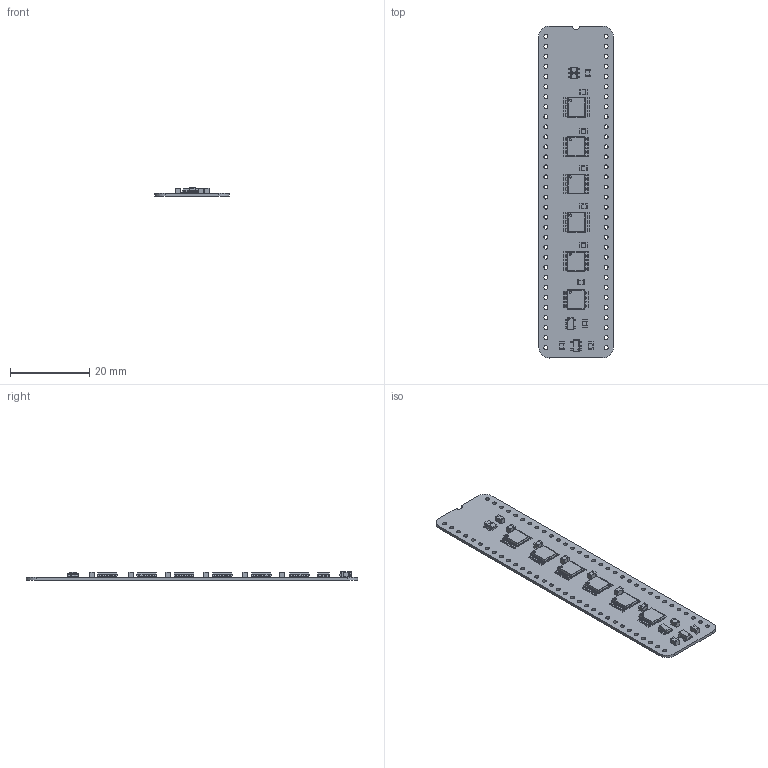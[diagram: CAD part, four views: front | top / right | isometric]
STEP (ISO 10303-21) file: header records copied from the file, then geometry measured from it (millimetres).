
FILE_DESCRIPTION(('KiCad electronic assembly'),'2;1');
FILE_NAME('Video Address Selector.step','2024-08-14T11:47:52',('Pcbnew') ,('Kicad'),'Open CASCADE STEP processor 7.8','KiCad to STEP converter' ,'Unknown');
FILE_SCHEMA(('AUTOMOTIVE_DESIGN { 1 0 10303 214 1 1 1 1 }'));
Length unit declared in the file: millimetre
Products named in the file (14): Video Address Selector 1; MC74VHC139DR2G; ASSEMBLY; C_0805_2012Metric; M74VHC1G126DTT1G; AP7365-33WG-7; 74LVC1G157GV,125; SOT457 step; 74LVC74APW,118; Video Address Selector_PCB
Assembly tree (26 placements, depth 3):
  Video Address Selector 1
    MC74VHC139DR2G  x5
      ASSEMBLY
    C_0805_2012Metric  x10
      C_0805_2012Metric
    M74VHC1G126DTT1G
      ASSEMBLY
    AP7365-33WG-7
      ASSEMBLY
    74LVC1G157GV,125
      SOT457 step
    74LVC74APW,118
      ASSEMBLY
    Video Address Selector_PCB
Bounding box: 18.8 x 83.97 x 2.05 mm (x, y, z)
Volume: 1238.6 mm3; surface area: 3977.3 mm2
Topology: 131 solids, 131 shells, 2082 faces, 5223 edges, 3426 vertices
Faces by surface type: plane 1444, cylinder 630, sphere 8
Full cylindrical faces by diameter (mm): 0.188 x1, 0.2 x1, 0.55 x6, 1 x64
Entity records: 27656 total; most frequent: CARTESIAN_POINT 4708, DIRECTION 4661, ORIENTED_EDGE 4534, EDGE_CURVE 2267, LINE 1711, VECTOR 1711, VERTEX_POINT 1482, AXIS2_PLACEMENT_3D 1475
